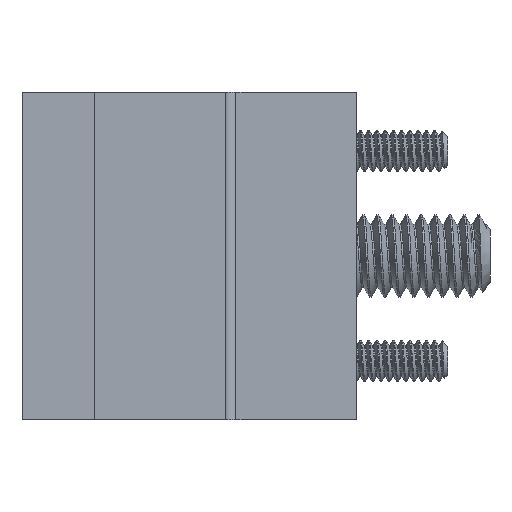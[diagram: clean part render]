
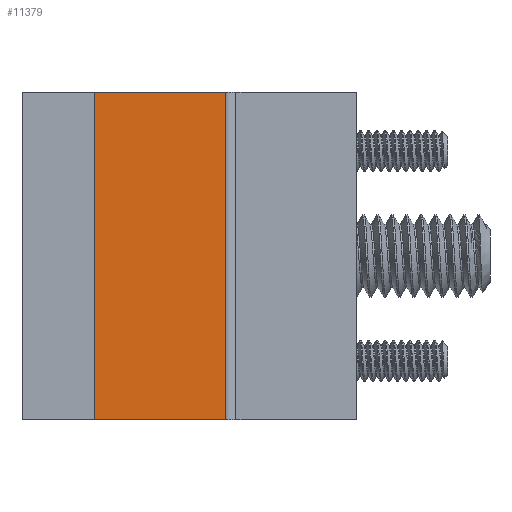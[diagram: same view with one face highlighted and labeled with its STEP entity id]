
A CAD part, left-side view. The second image highlights one B-rep face of the part: STEP entity #11379.
In plain terms, the highlighted planar face has unit normal (-1, 0, 0).
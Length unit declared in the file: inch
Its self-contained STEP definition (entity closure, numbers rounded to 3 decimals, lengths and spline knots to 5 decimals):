
#63 = EDGE_CURVE ( 'NONE', #8318, #12579, #4235, .T. ) ;
#150 = LINE ( 'NONE', #7166, #2196 ) ;
#629 = ORIENTED_EDGE ( 'NONE', *, *, #9455, .T. ) ;
#951 = FACE_OUTER_BOUND ( 'NONE', #4154, .T. ) ;
#1124 = CARTESIAN_POINT ( 'NONE',  ( -0.5625, 0., -0.3125 ) ) ;
#1233 = CARTESIAN_POINT ( 'NONE',  ( -0.5625, 0., -0.3125 ) ) ;
#2144 = DIRECTION ( 'NONE',  ( 0., 0., 1. ) ) ;
#2196 = VECTOR ( 'NONE', #5210, 39.37008 ) ;
#2260 = PLANE ( 'NONE',  #3151 ) ;
#2281 = CARTESIAN_POINT ( 'NONE',  ( -0.5625, -0.25, 0.3125 ) ) ;
#2554 = VECTOR ( 'NONE', #10067, 39.37008 ) ;
#2868 = LINE ( 'NONE', #12012, #2554 ) ;
#3151 = AXIS2_PLACEMENT_3D ( 'NONE', #1233, #12150, #3254 ) ;
#3254 = DIRECTION ( 'NONE',  ( 0., -1., 0. ) ) ;
#3745 = CARTESIAN_POINT ( 'NONE',  ( -0.5625, 0., -0.3125 ) ) ;
#3952 = ORIENTED_EDGE ( 'NONE', *, *, #12473, .F. ) ;
#4060 = VERTEX_POINT ( 'NONE', #3745 ) ;
#4154 = EDGE_LOOP ( 'NONE', ( #12115, #12364, #3952, #629 ) ) ;
#4235 = LINE ( 'NONE', #9693, #6561 ) ;
#4410 = CARTESIAN_POINT ( 'NONE',  ( -0.5625, -0.25, -0.3125 ) ) ;
#5157 = VECTOR ( 'NONE', #2144, 39.37008 ) ;
#5210 = DIRECTION ( 'NONE',  ( 0., 0., -1. ) ) ;
#5263 = VERTEX_POINT ( 'NONE', #4410 ) ;
#6561 = VECTOR ( 'NONE', #11349, 39.37008 ) ;
#6985 = CARTESIAN_POINT ( 'NONE',  ( -0.5625, 0., 0.3125 ) ) ;
#7166 = CARTESIAN_POINT ( 'NONE',  ( -0.5625, -0.25, 0.3125 ) ) ;
#8318 = VERTEX_POINT ( 'NONE', #6985 ) ;
#9455 = EDGE_CURVE ( 'NONE', #4060, #5263, #2868, .T. ) ;
#9693 = CARTESIAN_POINT ( 'NONE',  ( -0.5625, 0., 0.3125 ) ) ;
#10067 = DIRECTION ( 'NONE',  ( 0., -1., 0. ) ) ;
#10787 = LINE ( 'NONE', #1124, #5157 ) ;
#11349 = DIRECTION ( 'NONE',  ( 0., -1., 0. ) ) ;
#11379 = ADVANCED_FACE ( 'NONE', ( #951 ), #2260, .T. ) ;
#11945 = EDGE_CURVE ( 'NONE', #12579, #5263, #150, .T. ) ;
#12012 = CARTESIAN_POINT ( 'NONE',  ( -0.5625, 0., -0.3125 ) ) ;
#12115 = ORIENTED_EDGE ( 'NONE', *, *, #11945, .F. ) ;
#12150 = DIRECTION ( 'NONE',  ( -1., 0., 0. ) ) ;
#12364 = ORIENTED_EDGE ( 'NONE', *, *, #63, .F. ) ;
#12473 = EDGE_CURVE ( 'NONE', #4060, #8318, #10787, .T. ) ;
#12579 = VERTEX_POINT ( 'NONE', #2281 ) ;
